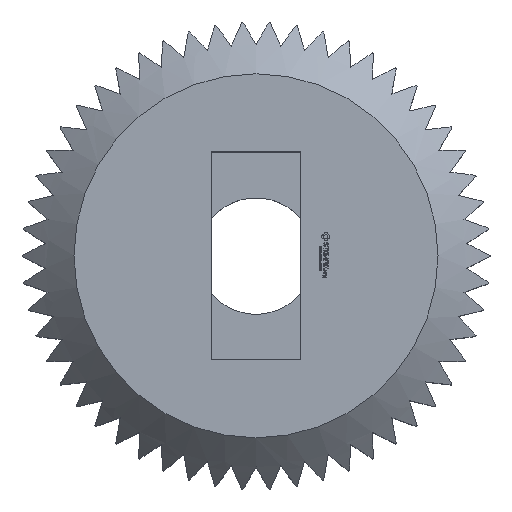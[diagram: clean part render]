
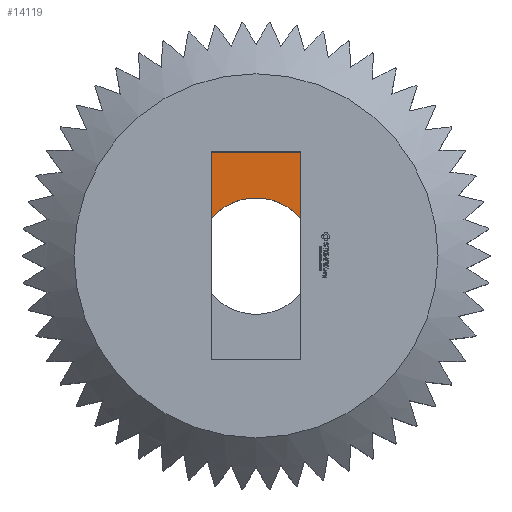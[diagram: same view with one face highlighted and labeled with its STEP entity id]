
A CAD part, top view. The second image highlights one B-rep face of the part: STEP entity #14119.
In plain terms, the highlighted planar face has unit normal (0, 0, 1).
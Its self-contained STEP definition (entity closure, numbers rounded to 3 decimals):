
#310 = PLANE('',#311);
#311 = AXIS2_PLACEMENT_3D('',#312,#313,#314);
#312 = CARTESIAN_POINT('',(-2.7,0.,6.86));
#313 = DIRECTION('',(1.,0.,0.));
#314 = DIRECTION('',(0.,0.,1.));
#368 = PLANE('',#369);
#369 = AXIS2_PLACEMENT_3D('',#370,#371,#372);
#370 = CARTESIAN_POINT('',(2.7,0.,6.86));
#371 = DIRECTION('',(-1.,0.,0.));
#372 = DIRECTION('',(0.,0.,-1.));
#401 = CYLINDRICAL_SURFACE('',#402,3.5);
#402 = AXIS2_PLACEMENT_3D('',#403,#404,#405);
#403 = CARTESIAN_POINT('',(0.,0.,3.125
    ));
#404 = DIRECTION('',(0.,0.,1.));
#405 = DIRECTION('',(1.,0.,0.));
#5542 = VERTEX_POINT('',#5543);
#5543 = CARTESIAN_POINT('',(-2.7,2.227,3.125));
#5564 = EDGE_CURVE('',#5565,#5542,#5567,.T.);
#5565 = VERTEX_POINT('',#5566);
#5566 = CARTESIAN_POINT('',(2.7,2.227,3.125));
#5567 = SURFACE_CURVE('',#5568,(#5573,#5580),.PCURVE_S1.);
#5568 = CIRCLE('',#5569,3.5);
#5569 = AXIS2_PLACEMENT_3D('',#5570,#5571,#5572);
#5570 = CARTESIAN_POINT('',(0.,0.,
    3.125));
#5571 = DIRECTION('',(0.,0.,1.));
#5572 = DIRECTION('',(1.,0.,0.));
#5573 = PCURVE('',#401,#5574);
#5574 = DEFINITIONAL_REPRESENTATION('',(#5575),#5579);
#5575 = LINE('',#5576,#5577);
#5576 = CARTESIAN_POINT('',(0.,0.));
#5577 = VECTOR('',#5578,1.);
#5578 = DIRECTION('',(1.,0.));
#5579 = ( GEOMETRIC_REPRESENTATION_CONTEXT(2) 
PARAMETRIC_REPRESENTATION_CONTEXT() REPRESENTATION_CONTEXT('2D SPACE',''
  ) );
#5580 = PCURVE('',#5581,#5586);
#5581 = PLANE('',#5582);
#5582 = AXIS2_PLACEMENT_3D('',#5583,#5584,#5585);
#5583 = CARTESIAN_POINT('',(0.,0.,
    3.125));
#5584 = DIRECTION('',(0.,0.,1.));
#5585 = DIRECTION('',(1.,0.,0.));
#5586 = DEFINITIONAL_REPRESENTATION('',(#5587),#5591);
#5587 = CIRCLE('',#5588,3.5);
#5588 = AXIS2_PLACEMENT_2D('',#5589,#5590);
#5589 = CARTESIAN_POINT('',(0.,0.));
#5590 = DIRECTION('',(1.,0.));
#5591 = ( GEOMETRIC_REPRESENTATION_CONTEXT(2) 
PARAMETRIC_REPRESENTATION_CONTEXT() REPRESENTATION_CONTEXT('2D SPACE',''
  ) );
#14119 = ADVANCED_FACE('',(#14120),#5581,.T.);
#14120 = FACE_BOUND('',#14121,.T.);
#14121 = EDGE_LOOP('',(#14122,#14152,#14173,#14174));
#14122 = ORIENTED_EDGE('',*,*,#14123,.F.);
#14123 = EDGE_CURVE('',#14124,#14126,#14128,.T.);
#14124 = VERTEX_POINT('',#14125);
#14125 = CARTESIAN_POINT('',(-2.7,6.25,3.125));
#14126 = VERTEX_POINT('',#14127);
#14127 = CARTESIAN_POINT('',(2.7,6.25,3.125));
#14128 = SURFACE_CURVE('',#14129,(#14133,#14140),.PCURVE_S1.);
#14129 = LINE('',#14130,#14131);
#14130 = CARTESIAN_POINT('',(-2.7,6.25,3.125));
#14131 = VECTOR('',#14132,1.);
#14132 = DIRECTION('',(1.,0.,0.));
#14133 = PCURVE('',#5581,#14134);
#14134 = DEFINITIONAL_REPRESENTATION('',(#14135),#14139);
#14135 = LINE('',#14136,#14137);
#14136 = CARTESIAN_POINT('',(-2.7,6.25));
#14137 = VECTOR('',#14138,1.);
#14138 = DIRECTION('',(1.,0.));
#14139 = ( GEOMETRIC_REPRESENTATION_CONTEXT(2) 
PARAMETRIC_REPRESENTATION_CONTEXT() REPRESENTATION_CONTEXT('2D SPACE',''
  ) );
#14140 = PCURVE('',#14141,#14146);
#14141 = PLANE('',#14142);
#14142 = AXIS2_PLACEMENT_3D('',#14143,#14144,#14145);
#14143 = CARTESIAN_POINT('',(-2.7,6.25,3.125));
#14144 = DIRECTION('',(0.,1.,0.));
#14145 = DIRECTION('',(1.,0.,0.));
#14146 = DEFINITIONAL_REPRESENTATION('',(#14147),#14151);
#14147 = LINE('',#14148,#14149);
#14148 = CARTESIAN_POINT('',(0.,0.));
#14149 = VECTOR('',#14150,1.);
#14150 = DIRECTION('',(1.,0.));
#14151 = ( GEOMETRIC_REPRESENTATION_CONTEXT(2) 
PARAMETRIC_REPRESENTATION_CONTEXT() REPRESENTATION_CONTEXT('2D SPACE',''
  ) );
#14152 = ORIENTED_EDGE('',*,*,#14153,.F.);
#14153 = EDGE_CURVE('',#5542,#14124,#14154,.T.);
#14154 = SURFACE_CURVE('',#14155,(#14159,#14166),.PCURVE_S1.);
#14155 = LINE('',#14156,#14157);
#14156 = CARTESIAN_POINT('',(-2.7,-6.25,3.125));
#14157 = VECTOR('',#14158,1.);
#14158 = DIRECTION('',(0.,1.,0.));
#14159 = PCURVE('',#5581,#14160);
#14160 = DEFINITIONAL_REPRESENTATION('',(#14161),#14165);
#14161 = LINE('',#14162,#14163);
#14162 = CARTESIAN_POINT('',(-2.7,-6.25));
#14163 = VECTOR('',#14164,1.);
#14164 = DIRECTION('',(0.,1.));
#14165 = ( GEOMETRIC_REPRESENTATION_CONTEXT(2) 
PARAMETRIC_REPRESENTATION_CONTEXT() REPRESENTATION_CONTEXT('2D SPACE',''
  ) );
#14166 = PCURVE('',#310,#14167);
#14167 = DEFINITIONAL_REPRESENTATION('',(#14168),#14172);
#14168 = LINE('',#14169,#14170);
#14169 = CARTESIAN_POINT('',(-3.735,6.25));
#14170 = VECTOR('',#14171,1.);
#14171 = DIRECTION('',(0.,-1.));
#14172 = ( GEOMETRIC_REPRESENTATION_CONTEXT(2) 
PARAMETRIC_REPRESENTATION_CONTEXT() REPRESENTATION_CONTEXT('2D SPACE',''
  ) );
#14173 = ORIENTED_EDGE('',*,*,#5564,.F.);
#14174 = ORIENTED_EDGE('',*,*,#14175,.F.);
#14175 = EDGE_CURVE('',#14126,#5565,#14176,.T.);
#14176 = SURFACE_CURVE('',#14177,(#14181,#14188),.PCURVE_S1.);
#14177 = LINE('',#14178,#14179);
#14178 = CARTESIAN_POINT('',(2.7,6.25,3.125));
#14179 = VECTOR('',#14180,1.);
#14180 = DIRECTION('',(0.,-1.,0.));
#14181 = PCURVE('',#5581,#14182);
#14182 = DEFINITIONAL_REPRESENTATION('',(#14183),#14187);
#14183 = LINE('',#14184,#14185);
#14184 = CARTESIAN_POINT('',(2.7,6.25));
#14185 = VECTOR('',#14186,1.);
#14186 = DIRECTION('',(0.,-1.));
#14187 = ( GEOMETRIC_REPRESENTATION_CONTEXT(2) 
PARAMETRIC_REPRESENTATION_CONTEXT() REPRESENTATION_CONTEXT('2D SPACE',''
  ) );
#14188 = PCURVE('',#368,#14189);
#14189 = DEFINITIONAL_REPRESENTATION('',(#14190),#14194);
#14190 = LINE('',#14191,#14192);
#14191 = CARTESIAN_POINT('',(3.735,-6.25));
#14192 = VECTOR('',#14193,1.);
#14193 = DIRECTION('',(0.,1.));
#14194 = ( GEOMETRIC_REPRESENTATION_CONTEXT(2) 
PARAMETRIC_REPRESENTATION_CONTEXT() REPRESENTATION_CONTEXT('2D SPACE',''
  ) );
